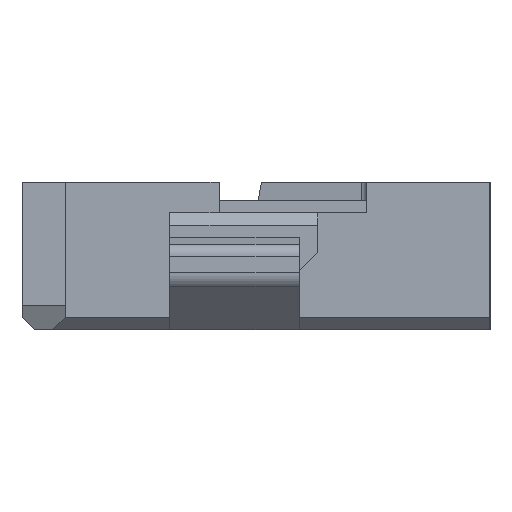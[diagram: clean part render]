
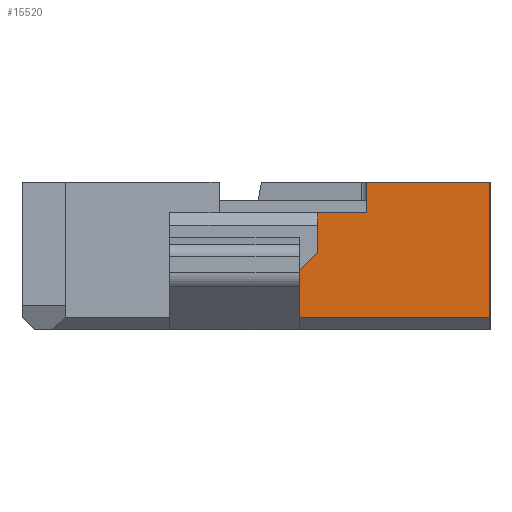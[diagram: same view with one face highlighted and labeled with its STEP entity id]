
A CAD part, left-side view. The second image highlights one B-rep face of the part: STEP entity #15520.
In plain terms, the highlighted planar face has unit normal (-1, 0, 0).
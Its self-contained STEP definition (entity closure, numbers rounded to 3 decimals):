
#9070=CARTESIAN_POINT('',(0.25,-2.4,
-0.57));
#9080=VERTEX_POINT('',#9070);
#9110=CARTESIAN_POINT('',(0.25,-2.97,0.));
#9120=DIRECTION('',(0.,0.707,-0.707));
#9130=VECTOR('',#9120,1.);
#9140=LINE('',#9110,#9130);
#9150=CARTESIAN_POINT('',(0.25,-2.25,
-0.72));
#9160=VERTEX_POINT('',#9150);
#9170=EDGE_CURVE('',#9080,#9160,#9140,.T.);
#9400=CARTESIAN_POINT('',(0.25,-3.8,
-1.1));
#9410=VERTEX_POINT('',#9400);
#9560=CARTESIAN_POINT('',(0.25,-2.25,
-1.1));
#9570=VERTEX_POINT('',#9560);
#9600=CARTESIAN_POINT('',(0.25,-0.35,
-1.1));
#9610=DIRECTION('',(0.,-1.,0.));
#9620=VECTOR('',#9610,3.45);
#9630=LINE('',#9600,#9620);
#9640=EDGE_CURVE('',#9570,#9410,#9630,.T.);
#14990=CARTESIAN_POINT('',(0.25,-0.35,0.));
#15000=DIRECTION('',(-1.,0.,0.));
#15010=DIRECTION('',(0.,-1.,0.));
#15020=AXIS2_PLACEMENT_3D('',#14990,#15000,#15010);
#15030=PLANE('',#15020);
#15040=CARTESIAN_POINT('',(0.25,-2.4,0.));
#15050=DIRECTION('',(0.,0.,1.));
#15060=VECTOR('',#15050,1.);
#15070=LINE('',#15040,#15060);
#15080=CARTESIAN_POINT('',(0.25,-2.4,
-0.25));
#15090=VERTEX_POINT('',#15080);
#15100=EDGE_CURVE('',#9080,#15090,#15070,.T.);
#15110=ORIENTED_EDGE('',*,*,#15100,.F.);
#15120=CARTESIAN_POINT('',(0.25,-2.8,
-0.25));
#15130=DIRECTION('',(0.,1.,0.));
#15140=VECTOR('',#15130,0.4);
#15150=LINE('',#15120,#15140);
#15160=CARTESIAN_POINT('',(0.25,-2.8,
-0.25));
#15170=VERTEX_POINT('',#15160);
#15180=EDGE_CURVE('',#15170,#15090,#15150,.T.);
#15190=ORIENTED_EDGE('',*,*,#15180,.T.);
#15200=CARTESIAN_POINT('',(0.25,-2.8,0.));
#15210=DIRECTION('',(0.,0.,-1.));
#15220=VECTOR('',#15210,0.25);
#15230=LINE('',#15200,#15220);
#15240=CARTESIAN_POINT('',(0.25,-2.8,0.));
#15250=VERTEX_POINT('',#15240);
#15260=EDGE_CURVE('',#15250,#15170,#15230,.T.);
#15270=ORIENTED_EDGE('',*,*,#15260,.T.);
#15280=CARTESIAN_POINT('',(0.25,-3.8,0.));
#15290=DIRECTION('',(0.,1.,0.));
#15300=VECTOR('',#15290,1.);
#15310=LINE('',#15280,#15300);
#15320=CARTESIAN_POINT('',(0.25,-3.8,0.));
#15330=VERTEX_POINT('',#15320);
#15340=EDGE_CURVE('',#15330,#15250,#15310,.T.);
#15350=ORIENTED_EDGE('',*,*,#15340,.T.);
#15360=CARTESIAN_POINT('',(0.25,-3.8,0.));
#15370=DIRECTION('',(0.,0.,-1.));
#15380=VECTOR('',#15370,1.1);
#15390=LINE('',#15360,#15380);
#15400=EDGE_CURVE('',#15330,#9410,#15390,.T.);
#15410=ORIENTED_EDGE('',*,*,#15400,.F.);
#15420=ORIENTED_EDGE('',*,*,#9640,.T.);
#15430=CARTESIAN_POINT('',(0.25,-2.25,0.));
#15440=DIRECTION('',(0.,0.,-1.));
#15450=VECTOR('',#15440,1.);
#15460=LINE('',#15430,#15450);
#15470=EDGE_CURVE('',#9160,#9570,#15460,.T.);
#15480=ORIENTED_EDGE('',*,*,#15470,.T.);
#15490=ORIENTED_EDGE('',*,*,#9170,.T.);
#15500=EDGE_LOOP('',(#15490,#15480,#15420,#15410,#15350,#15270,#15190,
#15110));
#15510=FACE_OUTER_BOUND('',#15500,.T.);
#15520=ADVANCED_FACE('',(#15510),#15030,.T.);
